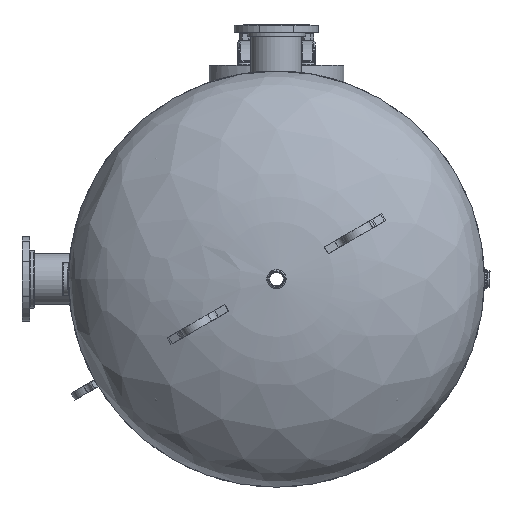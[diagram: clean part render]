
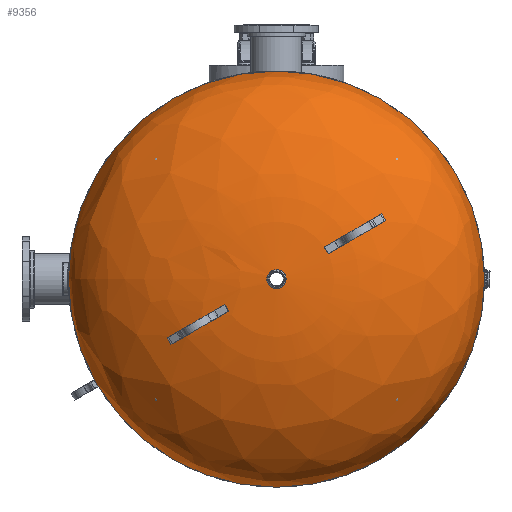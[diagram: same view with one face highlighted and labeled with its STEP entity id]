
A CAD part, left-side view. The second image highlights one B-rep face of the part: STEP entity #9356.
In plain terms, the highlighted free-form (B-spline) face has degree [2, 2] with [3, 9] control points.
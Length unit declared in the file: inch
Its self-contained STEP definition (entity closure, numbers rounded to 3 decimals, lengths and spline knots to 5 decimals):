
#210=ELLIPSE('',#10262,27.,13.6875);
#669=CIRCLE('',#10260,27.);
#670=CIRCLE('',#10261,27.);
#2872=FACE_OUTER_BOUND('',#3411,.T.);
#3411=EDGE_LOOP('',(#6780,#6781,#6782,#6783,#6784,#6785));
#4011=B_SPLINE_CURVE_WITH_KNOTS('',3,(#15165,#15166,#15167,#15168,#15169,
#15170,#15171,#15172,#15173,#15174,#15175,#15176,#15177,#15178,#15179,#15180,
#15181,#15182,#15183,#15184,#15185,#15186,#15187,#15188,#15189,#15190,#15191,
#15192,#15193,#15194,#15195),.UNSPECIFIED.,.F.,.F.,(4,2,2,2,2,2,2,2,2,3,
2,2,2,2,4),(-8.0046,-7.9379,-6.94566,-5.95342,
-4.96118,-3.96895,-2.97671,-1.98447,
-0.99224,0.,0.5618,1.12359,2.11583,
3.10807,4.00022),.UNSPECIFIED.);
#4012=B_SPLINE_CURVE_WITH_KNOTS('',3,(#15196,#15197,#15198,#15199,#15200,
#15201,#15202,#15203,#15204,#15205,#15206,#15207),.UNSPECIFIED.,.F.,.F.,
(4,2,2,2,2,4),(4.00022,4.1003,5.09254,6.08478,
7.07701,8.00255),.UNSPECIFIED.);
#4293=VERTEX_POINT('',#15163);
#4294=VERTEX_POINT('',#15164);
#4316=VERTEX_POINT('',#15617);
#4317=VERTEX_POINT('',#15618);
#5242=EDGE_CURVE('',#4293,#4294,#4011,.T.);
#5243=EDGE_CURVE('',#4294,#4293,#4012,.T.);
#5275=EDGE_CURVE('',#4316,#4317,#669,.T.);
#5276=EDGE_CURVE('',#4317,#4316,#670,.T.);
#5278=EDGE_CURVE('',#4316,#4293,#210,.T.);
#6780=ORIENTED_EDGE('',*,*,#5242,.T.);
#6781=ORIENTED_EDGE('',*,*,#5243,.T.);
#6782=ORIENTED_EDGE('',*,*,#5278,.F.);
#6783=ORIENTED_EDGE('',*,*,#5275,.T.);
#6784=ORIENTED_EDGE('',*,*,#5276,.T.);
#6785=ORIENTED_EDGE('',*,*,#5278,.T.);
#9304=(
BOUNDED_SURFACE()
B_SPLINE_SURFACE(2,2,((#15622,#15623,#15624,#15625,#15626,#15627,#15628,
#15629,#15630),(#15631,#15632,#15633,#15634,#15635,#15636,#15637,#15638,
#15639),(#15640,#15641,#15642,#15643,#15644,#15645,#15646,#15647,#15648)),
 .UNSPECIFIED.,.F.,.T.,.F.)
B_SPLINE_SURFACE_WITH_KNOTS((3,3),(3,2,2,2,3),(-1.5708,0.),
(0.,1.5708,3.14159,4.71239,6.28319),
 .UNSPECIFIED.)
GEOMETRIC_REPRESENTATION_ITEM()
RATIONAL_B_SPLINE_SURFACE(((1.,0.707,1.,0.707,1.,
0.707,1.,0.707,1.),(0.707,0.5,0.707,
0.5,0.707,0.5,0.707,0.5,0.707),(1.,
0.707,1.,0.707,1.,0.707,1.,0.707,
1.)))
REPRESENTATION_ITEM('')
SURFACE()
);
#9356=ADVANCED_FACE('',(#2872),#9304,.T.);
#10260=AXIS2_PLACEMENT_3D('',#15619,#11317,#11318);
#10261=AXIS2_PLACEMENT_3D('',#15620,#11319,#11320);
#10262=AXIS2_PLACEMENT_3D('',#15649,#11322,#11323);
#11317=DIRECTION('center_axis',(0.,0.,
1.));
#11318=DIRECTION('ref_axis',(1.,0.,0.));
#11319=DIRECTION('center_axis',(0.,0.,
1.));
#11320=DIRECTION('ref_axis',(1.,0.,0.));
#11322=DIRECTION('center_axis',(-1.,0.,0.));
#11323=DIRECTION('ref_axis',(0.,-1.,0.));
#15163=CARTESIAN_POINT('',(0.,-1.,15.74061));
#15164=CARTESIAN_POINT('',(1.,0.,15.74061));
#15165=CARTESIAN_POINT('Ctrl Pts',(0.,-1.,
15.74061));
#15166=CARTESIAN_POINT('Ctrl Pts',(-0.00874,-1.,
15.74061));
#15167=CARTESIAN_POINT('Ctrl Pts',(-0.01749,-0.99989,
15.74061));
#15168=CARTESIAN_POINT('Ctrl Pts',(-0.15641,-0.99624,
15.74061));
#15169=CARTESIAN_POINT('Ctrl Pts',(-0.28467,-0.96743,
15.74061));
#15170=CARTESIAN_POINT('Ctrl Pts',(-0.52292,-0.86227,
15.74061));
#15171=CARTESIAN_POINT('Ctrl Pts',(-0.63064,-0.78692,
15.74061));
#15172=CARTESIAN_POINT('Ctrl Pts',(-0.81113,-0.59918,
15.74061));
#15173=CARTESIAN_POINT('Ctrl Pts',(-0.88218,-0.48858,
15.74061));
#15174=CARTESIAN_POINT('Ctrl Pts',(-0.97788,-0.24637,
15.74061));
#15175=CARTESIAN_POINT('Ctrl Pts',(-1.00162,-0.11708,
15.74061));
#15176=CARTESIAN_POINT('Ctrl Pts',(-0.99821,0.14333,
15.74061));
#15177=CARTESIAN_POINT('Ctrl Pts',(-0.97108,0.27195,
15.74061));
#15178=CARTESIAN_POINT('Ctrl Pts',(-0.86906,0.51156,
15.74061));
#15179=CARTESIAN_POINT('Ctrl Pts',(-0.79513,0.62026,
15.74061));
#15180=CARTESIAN_POINT('Ctrl Pts',(-0.60977,0.8032,
15.74061));
#15181=CARTESIAN_POINT('Ctrl Pts',(-0.50012,0.87569,
15.74061));
#15182=CARTESIAN_POINT('Ctrl Pts',(-0.25918,0.97457,
15.74061));
#15183=CARTESIAN_POINT('Ctrl Pts',(-0.13021,1.,
15.74061));
#15184=CARTESIAN_POINT('Ctrl Pts',(0.,1.,
15.74061));
#15185=CARTESIAN_POINT('Ctrl Pts',(0.07373,1.,
15.74061));
#15186=CARTESIAN_POINT('Ctrl Pts',(0.14723,0.99185,
15.74061));
#15187=CARTESIAN_POINT('Ctrl Pts',(0.2911,0.95953,
15.74061));
#15188=CARTESIAN_POINT('Ctrl Pts',(0.36102,0.93547,
15.74061));
#15189=CARTESIAN_POINT('Ctrl Pts',(0.54537,0.84825,
15.74061));
#15190=CARTESIAN_POINT('Ctrl Pts',(0.65108,0.7701,
15.74061));
#15191=CARTESIAN_POINT('Ctrl Pts',(0.82658,0.57769,
15.74061));
#15192=CARTESIAN_POINT('Ctrl Pts',(0.8947,0.46526,
15.74061));
#15193=CARTESIAN_POINT('Ctrl Pts',(0.97951,0.23296,
15.74061));
#15194=CARTESIAN_POINT('Ctrl Pts',(1.,0.11688,
15.74061));
#15195=CARTESIAN_POINT('Ctrl Pts',(1.,0.,
15.74061));
#15196=CARTESIAN_POINT('Ctrl Pts',(1.,0.,
15.74061));
#15197=CARTESIAN_POINT('Ctrl Pts',(1.,-0.01311,
15.74061));
#15198=CARTESIAN_POINT('Ctrl Pts',(0.99974,-0.02623,
15.74061));
#15199=CARTESIAN_POINT('Ctrl Pts',(0.9941,-0.16947,
15.74061));
#15200=CARTESIAN_POINT('Ctrl Pts',(0.96361,-0.29734,
15.74061));
#15201=CARTESIAN_POINT('Ctrl Pts',(0.85533,-0.53419,
15.74061));
#15202=CARTESIAN_POINT('Ctrl Pts',(0.77858,-0.64091,15.74061));
#15203=CARTESIAN_POINT('Ctrl Pts',(0.58849,-0.81893,
15.74061));
#15204=CARTESIAN_POINT('Ctrl Pts',(0.47696,-0.88852,
15.74061));
#15205=CARTESIAN_POINT('Ctrl Pts',(0.2417,-0.97792,
15.74061));
#15206=CARTESIAN_POINT('Ctrl Pts',(0.12132,-1.,
15.74061));
#15207=CARTESIAN_POINT('Ctrl Pts',(0.,-1.,
15.74061));
#15617=CARTESIAN_POINT('',(0.,-27.,2.0625));
#15618=CARTESIAN_POINT('',(0.,27.,2.0625));
#15619=CARTESIAN_POINT('Origin',(0.,0.,
2.0625));
#15620=CARTESIAN_POINT('Origin',(0.,0.,
2.0625));
#15622=CARTESIAN_POINT('Ctrl Pts',(0.,0.,
15.75));
#15623=CARTESIAN_POINT('Ctrl Pts',(0.,0.,
15.75));
#15624=CARTESIAN_POINT('Ctrl Pts',(0.,0.,
15.75));
#15625=CARTESIAN_POINT('Ctrl Pts',(0.,0.,
15.75));
#15626=CARTESIAN_POINT('Ctrl Pts',(0.,0.,
15.75));
#15627=CARTESIAN_POINT('Ctrl Pts',(0.,0.,
15.75));
#15628=CARTESIAN_POINT('Ctrl Pts',(0.,0.,
15.75));
#15629=CARTESIAN_POINT('Ctrl Pts',(0.,0.,
15.75));
#15630=CARTESIAN_POINT('Ctrl Pts',(0.,0.,
15.75));
#15631=CARTESIAN_POINT('Ctrl Pts',(0.,-27.,15.75));
#15632=CARTESIAN_POINT('Ctrl Pts',(27.,-27.,15.75));
#15633=CARTESIAN_POINT('Ctrl Pts',(27.,0.,15.75));
#15634=CARTESIAN_POINT('Ctrl Pts',(27.,27.,15.75));
#15635=CARTESIAN_POINT('Ctrl Pts',(0.,27.,15.75));
#15636=CARTESIAN_POINT('Ctrl Pts',(-27.,27.,15.75));
#15637=CARTESIAN_POINT('Ctrl Pts',(-27.,0.,15.75));
#15638=CARTESIAN_POINT('Ctrl Pts',(-27.,-27.,
15.75));
#15639=CARTESIAN_POINT('Ctrl Pts',(0.,-27.,15.75));
#15640=CARTESIAN_POINT('Ctrl Pts',(0.,-27.,2.0625));
#15641=CARTESIAN_POINT('Ctrl Pts',(27.,-27.,2.0625));
#15642=CARTESIAN_POINT('Ctrl Pts',(27.,0.,2.0625));
#15643=CARTESIAN_POINT('Ctrl Pts',(27.,27.,2.0625));
#15644=CARTESIAN_POINT('Ctrl Pts',(0.,27.,2.0625));
#15645=CARTESIAN_POINT('Ctrl Pts',(-27.,27.,2.0625));
#15646=CARTESIAN_POINT('Ctrl Pts',(-27.,0.,2.0625));
#15647=CARTESIAN_POINT('Ctrl Pts',(-27.,-27.,2.0625));
#15648=CARTESIAN_POINT('Ctrl Pts',(0.,-27.,2.0625));
#15649=CARTESIAN_POINT('Origin',(0.,0.,
2.0625));
